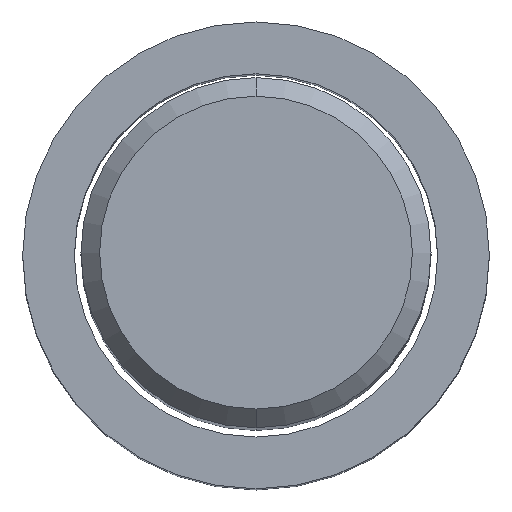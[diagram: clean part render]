
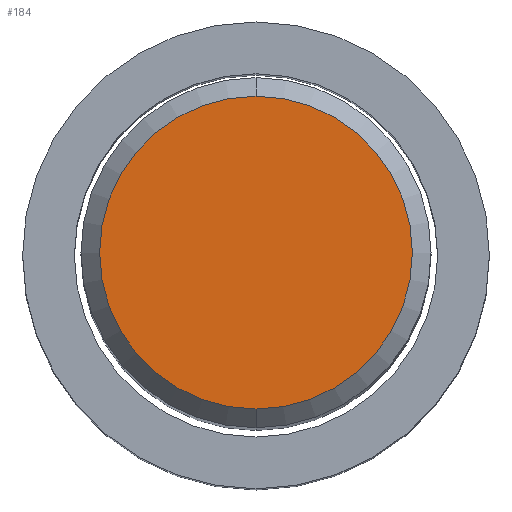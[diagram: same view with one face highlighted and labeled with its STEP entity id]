
A CAD part, top view. The second image highlights one B-rep face of the part: STEP entity #184.
In plain terms, the highlighted planar face has unit normal (0, 0, 1).
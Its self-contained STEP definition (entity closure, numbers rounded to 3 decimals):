
#184=ADVANCED_FACE('',(#484),#485,.T.);
#210=VERTEX_POINT('',#512);
#260=EDGE_CURVE('',#210,#436,#568,.T.);
#394=EDGE_CURVE('',#436,#210,#717,.T.);
#436=VERTEX_POINT('',#760);
#484=FACE_OUTER_BOUND('',#814,.T.);
#485=PLANE('',#815);
#512=CARTESIAN_POINT('',(0.0,6.7,0.0));
#568=CIRCLE('',#1013,6.7);
#717=CIRCLE('',#1365,6.7);
#760=CARTESIAN_POINT('',(0.,-6.7,0.0));
#814=EDGE_LOOP('',(#1507,#1508));
#815=AXIS2_PLACEMENT_3D('',#1509,#1510,#1511);
#1013=AXIS2_PLACEMENT_3D('',#1588,#1589,#1590);
#1365=AXIS2_PLACEMENT_3D('',#1755,#1756,#1757);
#1507=ORIENTED_EDGE('',*,*,#260,.F.);
#1508=ORIENTED_EDGE('',*,*,#394,.F.);
#1509=CARTESIAN_POINT('',(0.0,3.35,0.0));
#1510=DIRECTION('',(-0.0,0.0,1.0));
#1511=DIRECTION('',(0.0,-1.0,0.0));
#1588=CARTESIAN_POINT('',(0.0,0.0,0.0));
#1589=DIRECTION('',(0.0,0.0,-1.0));
#1590=DIRECTION('',(0.0,1.0,0.0));
#1755=CARTESIAN_POINT('',(0.0,0.0,0.0));
#1756=DIRECTION('',(0.0,0.0,-1.0));
#1757=DIRECTION('',(0.0,1.0,0.0));
